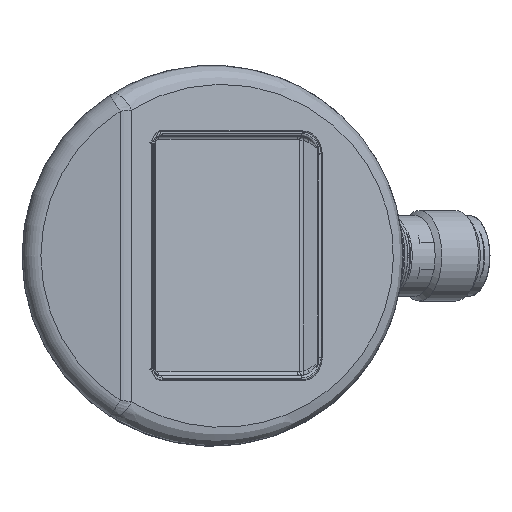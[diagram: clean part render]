
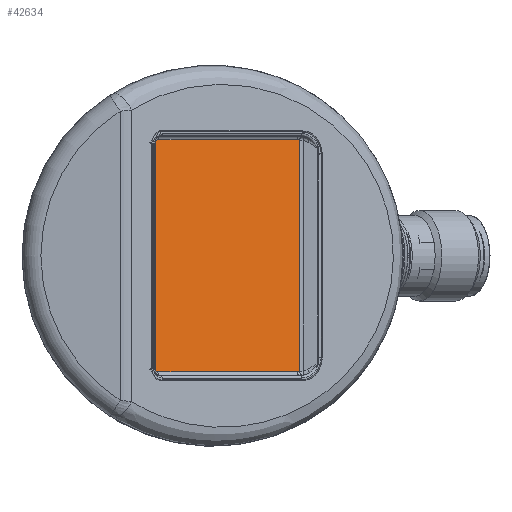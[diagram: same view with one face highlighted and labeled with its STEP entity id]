
A CAD part, front view. The second image highlights one B-rep face of the part: STEP entity #42634.
In plain terms, the highlighted planar face has unit normal (0.5, -0.866, 0).
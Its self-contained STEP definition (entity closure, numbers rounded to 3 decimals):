
#2546=LINE('',#53988,#4668);
#2547=LINE('',#53992,#4669);
#2548=LINE('',#53996,#4670);
#2549=LINE('',#54000,#4671);
#4668=VECTOR('',#46927,1000.);
#4669=VECTOR('',#46930,1000.);
#4670=VECTOR('',#46933,1000.);
#4671=VECTOR('',#46936,1000.);
#6790=ORIENTED_EDGE('',*,*,#15914,.T.);
#6791=ORIENTED_EDGE('',*,*,#15915,.T.);
#6792=ORIENTED_EDGE('',*,*,#15916,.T.);
#6793=ORIENTED_EDGE('',*,*,#15917,.T.);
#6794=ORIENTED_EDGE('',*,*,#15918,.T.);
#6795=ORIENTED_EDGE('',*,*,#15919,.T.);
#6796=ORIENTED_EDGE('',*,*,#15920,.T.);
#6797=ORIENTED_EDGE('',*,*,#15921,.T.);
#15914=EDGE_CURVE('',#20476,#20477,#23484,.F.);
#15915=EDGE_CURVE('',#20477,#20478,#2546,.T.);
#15916=EDGE_CURVE('',#20478,#20479,#23485,.F.);
#15917=EDGE_CURVE('',#20479,#20480,#2547,.T.);
#15918=EDGE_CURVE('',#20480,#20481,#23486,.F.);
#15919=EDGE_CURVE('',#20481,#20482,#2548,.T.);
#15920=EDGE_CURVE('',#20482,#20483,#23487,.F.);
#15921=EDGE_CURVE('',#20483,#20476,#2549,.T.);
#20476=VERTEX_POINT('',#53986);
#20477=VERTEX_POINT('',#53987);
#20478=VERTEX_POINT('',#53989);
#20479=VERTEX_POINT('',#53991);
#20480=VERTEX_POINT('',#53993);
#20481=VERTEX_POINT('',#53995);
#20482=VERTEX_POINT('',#53997);
#20483=VERTEX_POINT('',#53999);
#23484=CIRCLE('',#44453,1.946);
#23485=CIRCLE('',#44454,1.946);
#23486=CIRCLE('',#44455,0.446);
#23487=CIRCLE('',#44456,0.446);
#24245=EDGE_LOOP('',(#6790,#6791,#6792,#6793,#6794,#6795,#6796,#6797));
#26376=FACE_BOUND('',#24245,.T.);
#28508=PLANE('',#44452);
#42634=ADVANCED_FACE('',(#26376),#28508,.F.);
#44452=AXIS2_PLACEMENT_3D('',#53984,#46923,#46924);
#44453=AXIS2_PLACEMENT_3D('',#53985,#46925,#46926);
#44454=AXIS2_PLACEMENT_3D('',#53990,#46928,#46929);
#44455=AXIS2_PLACEMENT_3D('',#53994,#46931,#46932);
#44456=AXIS2_PLACEMENT_3D('',#53998,#46934,#46935);
#46923=DIRECTION('',(-0.5,0.866,0.));
#46924=DIRECTION('',(0.866,0.5,0.));
#46925=DIRECTION('',(-0.5,0.866,0.));
#46926=DIRECTION('',(0.866,0.5,0.));
#46927=DIRECTION('',(0.,0.,1.));
#46928=DIRECTION('',(-0.5,0.866,0.));
#46929=DIRECTION('',(0.866,0.5,0.));
#46930=DIRECTION('',(-0.866,-0.5,0.));
#46931=DIRECTION('',(-0.5,0.866,0.));
#46932=DIRECTION('',(0.866,0.5,0.));
#46933=DIRECTION('',(0.,0.,-1.));
#46934=DIRECTION('',(-0.5,0.866,0.));
#46935=DIRECTION('',(0.866,0.5,0.));
#46936=DIRECTION('',(0.866,0.5,0.));
#53984=CARTESIAN_POINT('',(11.243,-23.119,13.4));
#53985=CARTESIAN_POINT('',(11.243,-23.119,-13.4));
#53986=CARTESIAN_POINT('',(11.243,-23.119,-15.346));
#53987=CARTESIAN_POINT('',(11.526,-22.955,-15.318));
#53988=CARTESIAN_POINT('',(11.526,-22.955,15.252));
#53989=CARTESIAN_POINT('',(11.526,-22.955,15.318));
#53990=CARTESIAN_POINT('',(11.243,-23.119,13.4));
#53991=CARTESIAN_POINT('',(11.243,-23.119,15.346));
#53992=CARTESIAN_POINT('',(-7.203,-33.769,15.346));
#53993=CARTESIAN_POINT('',(-7.203,-33.769,15.346));
#53994=CARTESIAN_POINT('',(-7.203,-33.769,14.9));
#53995=CARTESIAN_POINT('',(-7.589,-33.991,14.9));
#53996=CARTESIAN_POINT('',(-7.589,-33.991,-14.9));
#53997=CARTESIAN_POINT('',(-7.589,-33.991,-14.9));
#53998=CARTESIAN_POINT('',(-7.203,-33.769,-14.9));
#53999=CARTESIAN_POINT('',(-7.203,-33.769,-15.346));
#54000=CARTESIAN_POINT('',(11.243,-23.119,-15.346));
